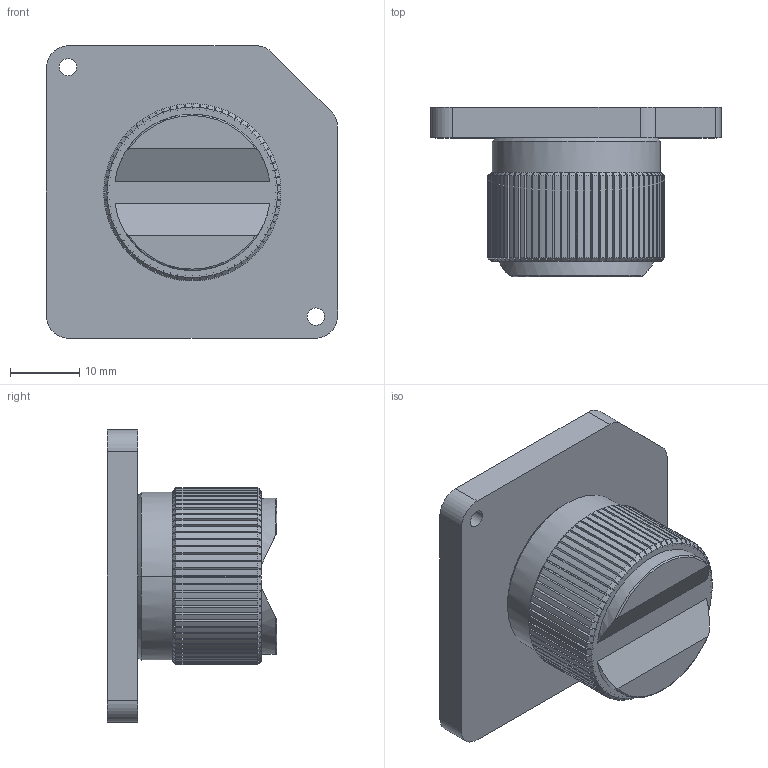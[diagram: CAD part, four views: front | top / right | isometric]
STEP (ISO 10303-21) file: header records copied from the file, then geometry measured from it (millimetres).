
FILE_DESCRIPTION((''),'2;1');
FILE_NAME('202885_ASM','2018-01-30T',('pdmadmin'),('BANNER ENGINEERING'),'CREO PARAMETRIC BY PTC INC, 2016260','CREO PARAMETRIC BY PTC INC, 2016260','');
FILE_SCHEMA(('CONFIG_CONTROL_DESIGN'));
Length unit declared in the file: millimetre
Products named in the file (3): 195669; 202885; 202885_ASM
Assembly tree (2 placements, depth 2):
  202885_ASM
    195669
    202885
Bounding box: 41.9 x 24.37 x 42.1 mm (x, y, z)
Volume: 15987 mm3; surface area: 8221.3 mm2
Topology: 2 solids, 3 shells, 550 faces, 1476 edges, 933 vertices
Faces by surface type: plane 303, cone 152, cylinder 93, torus 2
Entity records: 18110 total; most frequent: CARTESIAN_POINT 4466, ORIENTED_EDGE 2944, DIRECTION 2776, EDGE_CURVE 1474, AXIS2_PLACEMENT_3D 1041, VERTEX_POINT 933, VECTOR 694, LINE 694
